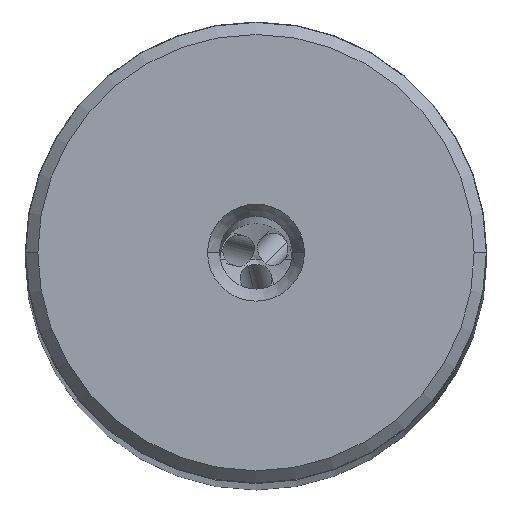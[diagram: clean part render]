
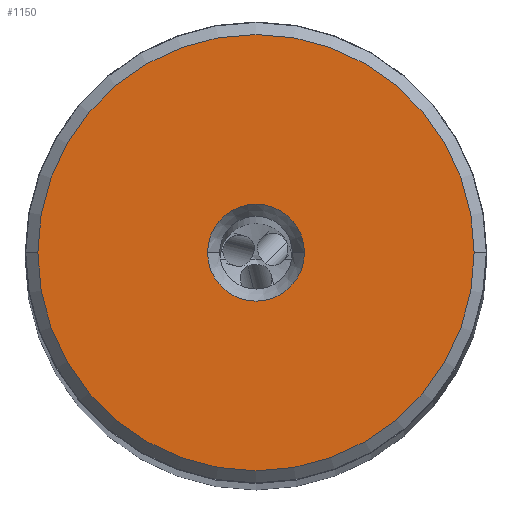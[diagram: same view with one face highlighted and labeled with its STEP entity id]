
A CAD part, top view. The second image highlights one B-rep face of the part: STEP entity #1150.
In plain terms, the highlighted planar face has unit normal (0, 0, 1).
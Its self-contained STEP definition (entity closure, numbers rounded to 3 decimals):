
#1150=ADVANCED_FACE('',(#1471,#1472),#1411,.T.);
#1411=PLANE('',#5228);
#1471=FACE_BOUND('',#1503,.T.);
#1472=FACE_BOUND('',#1504,.T.);
#1503=EDGE_LOOP('',(#1780,#1781));
#1504=EDGE_LOOP('',(#1782,#1783));
#1780=ORIENTED_EDGE('',*,*,#3880,.F.);
#1781=ORIENTED_EDGE('',*,*,#3881,.F.);
#1782=ORIENTED_EDGE('',*,*,#3882,.F.);
#1783=ORIENTED_EDGE('',*,*,#3883,.F.);
#3346=VERTEX_POINT('',#7338);
#3347=VERTEX_POINT('',#7339);
#3348=VERTEX_POINT('',#7342);
#3349=VERTEX_POINT('',#7343);
#3880=EDGE_CURVE('',#3346,#3347,#4663,.T.);
#3881=EDGE_CURVE('',#3347,#3346,#4664,.T.);
#3882=EDGE_CURVE('',#3348,#3349,#4665,.T.);
#3883=EDGE_CURVE('',#3349,#3348,#4666,.T.);
#4663=CIRCLE('',#5224,18.011);
#4664=CIRCLE('',#5225,18.011);
#4665=CIRCLE('',#5226,4.);
#4666=CIRCLE('',#5227,4.);
#5224=AXIS2_PLACEMENT_3D('',#7337,#5887,#5888);
#5225=AXIS2_PLACEMENT_3D('',#7340,#5889,#5890);
#5226=AXIS2_PLACEMENT_3D('',#7341,#5891,#5892);
#5227=AXIS2_PLACEMENT_3D('',#7344,#5893,#5894);
#5228=AXIS2_PLACEMENT_3D('',#7345,#5895,#5896);
#5887=DIRECTION('',(0.,0.,-1.));
#5888=DIRECTION('',(-1.,0.,0.));
#5889=DIRECTION('',(0.,0.,-1.));
#5890=DIRECTION('',(1.,0.,0.));
#5891=DIRECTION('',(0.,0.,1.));
#5892=DIRECTION('',(-1.,0.,0.));
#5893=DIRECTION('',(0.,0.,1.));
#5894=DIRECTION('',(1.,0.,0.));
#5895=DIRECTION('',(0.,0.,1.));
#5896=DIRECTION('',(1.,0.,0.));
#7337=CARTESIAN_POINT('',(0.,0.,0.));
#7338=CARTESIAN_POINT('',(-18.011,0.,0.));
#7339=CARTESIAN_POINT('',(18.011,0.,0.));
#7340=CARTESIAN_POINT('',(0.,0.,0.));
#7341=CARTESIAN_POINT('',(0.,0.,0.));
#7342=CARTESIAN_POINT('',(-4.,0.,0.));
#7343=CARTESIAN_POINT('',(4.,0.,0.));
#7344=CARTESIAN_POINT('',(0.,0.,0.));
#7345=CARTESIAN_POINT('',(0.,0.,0.));
